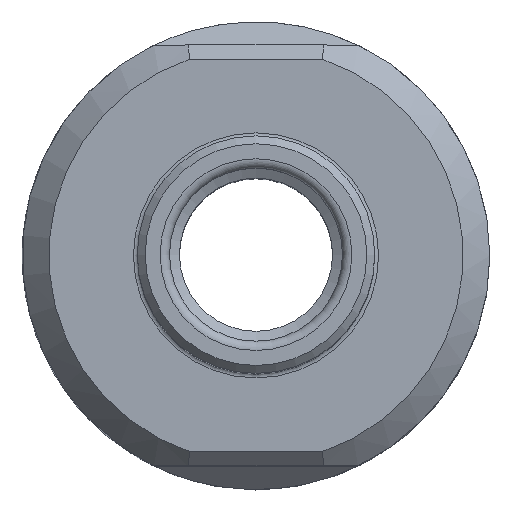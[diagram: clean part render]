
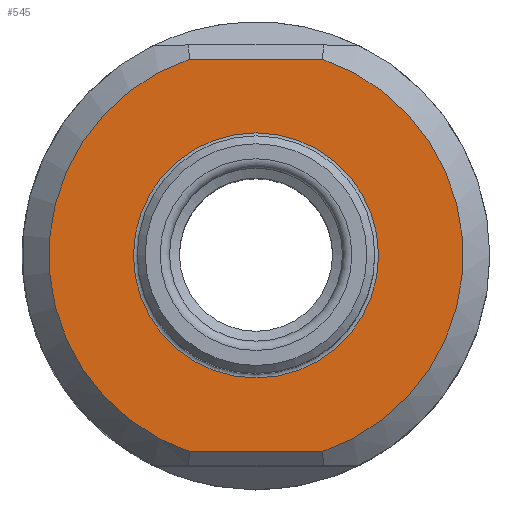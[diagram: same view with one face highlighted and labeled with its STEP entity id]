
A CAD part, top view. The second image highlights one B-rep face of the part: STEP entity #545.
In plain terms, the highlighted planar face has unit normal (0, 0, 1).
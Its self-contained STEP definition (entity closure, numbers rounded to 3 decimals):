
#32=LINE('',#794,#42);
#33=LINE('',#795,#43);
#42=VECTOR('',#644,1000.);
#43=VECTOR('',#645,1000.);
#52=PLANE('',#581);
#62=CIRCLE('',#577,22.15);
#63=CIRCLE('',#579,22.15);
#65=CIRCLE('',#582,13.1);
#95=ORIENTED_EDGE('',*,*,#179,.F.);
#96=ORIENTED_EDGE('',*,*,#180,.F.);
#97=ORIENTED_EDGE('',*,*,#172,.T.);
#98=ORIENTED_EDGE('',*,*,#181,.T.);
#99=ORIENTED_EDGE('',*,*,#174,.T.);
#172=EDGE_CURVE('',#210,#214,#62,.T.);
#174=EDGE_CURVE('',#217,#215,#63,.T.);
#179=EDGE_CURVE('',#221,#221,#65,.T.);
#180=EDGE_CURVE('',#210,#215,#32,.T.);
#181=EDGE_CURVE('',#214,#217,#33,.T.);
#210=VERTEX_POINT('',#747);
#214=VERTEX_POINT('',#764);
#215=VERTEX_POINT('',#771);
#217=VERTEX_POINT('',#774);
#221=VERTEX_POINT('',#793);
#253=EDGE_LOOP('',(#95));
#254=EDGE_LOOP('',(#96,#97,#98,#99));
#299=FACE_BOUND('',#253,.T.);
#300=FACE_BOUND('',#254,.T.);
#545=ADVANCED_FACE('',(#299,#300),#52,.F.);
#577=AXIS2_PLACEMENT_3D('',#765,#632,#633);
#579=AXIS2_PLACEMENT_3D('',#773,#636,#637);
#581=AXIS2_PLACEMENT_3D('',#791,#640,#641);
#582=AXIS2_PLACEMENT_3D('',#792,#642,#643);
#632=DIRECTION('',(0.,0.,1.));
#633=DIRECTION('',(1.,0.,0.));
#636=DIRECTION('',(0.,0.,1.));
#637=DIRECTION('',(1.,0.,0.));
#640=DIRECTION('',(0.,0.,-1.));
#641=DIRECTION('',(-1.,0.,0.));
#642=DIRECTION('',(0.,0.,1.));
#643=DIRECTION('',(1.,0.,0.));
#644=DIRECTION('',(-1.,0.,0.));
#645=DIRECTION('',(-1.,0.,0.));
#747=CARTESIAN_POINT('',(7.044,-21.,60.));
#764=CARTESIAN_POINT('',(7.044,21.,60.));
#765=CARTESIAN_POINT('',(0.,0.,60.));
#771=CARTESIAN_POINT('',(-7.044,-21.,60.));
#773=CARTESIAN_POINT('',(0.,0.,60.));
#774=CARTESIAN_POINT('',(-7.044,21.,60.));
#791=CARTESIAN_POINT('',(12.7,0.,60.));
#792=CARTESIAN_POINT('',(0.,0.,60.));
#793=CARTESIAN_POINT('',(13.1,0.,60.));
#794=CARTESIAN_POINT('',(24.314,-21.,60.));
#795=CARTESIAN_POINT('',(24.314,21.,60.));
